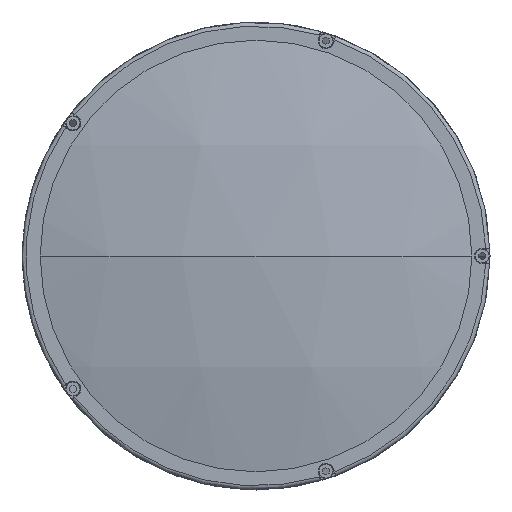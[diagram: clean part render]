
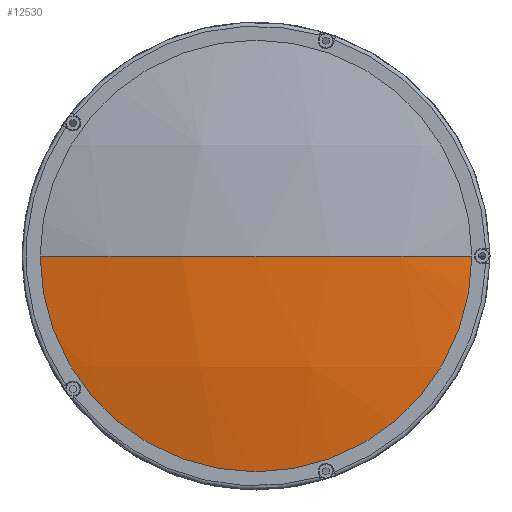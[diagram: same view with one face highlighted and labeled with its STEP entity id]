
A CAD part, left-side view. The second image highlights one B-rep face of the part: STEP entity #12530.
In plain terms, the highlighted spherical face has radius 384 mm.
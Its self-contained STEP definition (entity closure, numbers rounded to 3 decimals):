
#116 = VERTEX_POINT ( 'NONE', #4423 ) ;
#400 = EDGE_CURVE ( 'NONE', #10410, #1025, #12555, .T. ) ;
#840 = DIRECTION ( 'NONE',  ( 0., -1., 0. ) ) ;
#1025 = VERTEX_POINT ( 'NONE', #9406 ) ;
#1699 = DIRECTION ( 'NONE',  ( 0., 1., 0. ) ) ;
#1840 = CIRCLE ( 'NONE', #9070, 384. ) ;
#1920 = FACE_OUTER_BOUND ( 'NONE', #2332, .T. ) ;
#2332 = EDGE_LOOP ( 'NONE', ( #9560, #11099, #5000 ) ) ;
#2606 = EDGE_CURVE ( 'NONE', #116, #1025, #1840, .T. ) ;
#3260 = CARTESIAN_POINT ( 'NONE',  ( -353.104, 0., 0. ) ) ;
#4178 = AXIS2_PLACEMENT_3D ( 'NONE', #9336, #7509, #1699 ) ;
#4257 = DIRECTION ( 'NONE',  ( 0., 0., 1. ) ) ;
#4423 = CARTESIAN_POINT ( 'NONE',  ( -353.104, -85., 0. ) ) ;
#5000 = ORIENTED_EDGE ( 'NONE', *, *, #400, .F. ) ;
#5326 = CARTESIAN_POINT ( 'NONE',  ( -353.104, 85., 0. ) ) ;
#5551 = DIRECTION ( 'NONE',  ( 0., 0., -1. ) ) ;
#6647 = DIRECTION ( 'NONE',  ( 0., 0., 1. ) ) ;
#7171 = AXIS2_PLACEMENT_3D ( 'NONE', #3260, #10071, #4257 ) ;
#7509 = DIRECTION ( 'NONE',  ( 0., 0., -1. ) ) ;
#8012 = AXIS2_PLACEMENT_3D ( 'NONE', #12541, #6647, #840 ) ;
#9070 = AXIS2_PLACEMENT_3D ( 'NONE', #11404, #5551, #12404 ) ;
#9336 = CARTESIAN_POINT ( 'NONE',  ( 21.37, 0., 0. ) ) ;
#9406 = CARTESIAN_POINT ( 'NONE',  ( -362.63, 0., 0. ) ) ;
#9560 = ORIENTED_EDGE ( 'NONE', *, *, #11966, .T. ) ;
#9868 = CIRCLE ( 'NONE', #7171, 85. ) ;
#10071 = DIRECTION ( 'NONE',  ( -1., 0., 0. ) ) ;
#10115 = SPHERICAL_SURFACE ( 'NONE', #4178, 384. ) ;
#10410 = VERTEX_POINT ( 'NONE', #5326 ) ;
#11099 = ORIENTED_EDGE ( 'NONE', *, *, #2606, .T. ) ;
#11404 = CARTESIAN_POINT ( 'NONE',  ( 21.37, 0., 0. ) ) ;
#11966 = EDGE_CURVE ( 'NONE', #10410, #116, #9868, .T. ) ;
#12404 = DIRECTION ( 'NONE',  ( 0., 1., 0. ) ) ;
#12530 = ADVANCED_FACE ( 'NONE', ( #1920 ), #10115, .T. ) ;
#12541 = CARTESIAN_POINT ( 'NONE',  ( 21.37, 0., 0. ) ) ;
#12555 = CIRCLE ( 'NONE', #8012, 384. ) ;
